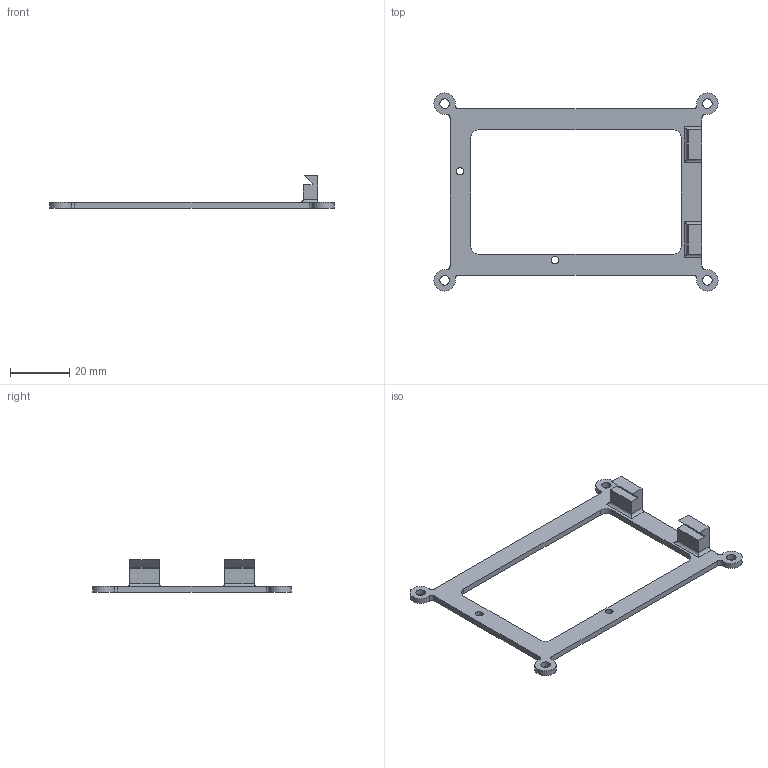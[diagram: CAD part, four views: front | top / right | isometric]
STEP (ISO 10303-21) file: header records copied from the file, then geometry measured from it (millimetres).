
FILE_DESCRIPTION(('FreeCAD Model'),'2;1');
FILE_NAME('tplink_switch_support_board.step','2020-11-12T09:12:55',( 'Author'),(''),'Open CASCADE STEP processor 7.4','FreeCAD','Unknown' );
FILE_SCHEMA(('AUTOMOTIVE_DESIGN { 1 0 10303 214 1 1 1 1 }'));
Length unit declared in the file: millimetre
Products named in the file (1): Body
Bounding box: 95.81 x 66.81 x 11 mm (x, y, z)
Volume: 4605.6 mm3; surface area: 5631.2 mm2
Topology: 1 solids, 1 shells, 54 faces, 152 edges, 100 vertices
Faces by surface type: cylinder 28, plane 26
Full cylindrical faces by diameter (mm): 2.5 x2, 3.2 x4
Entity records: 3846 total; most frequent: CARTESIAN_POINT 715, DIRECTION 602, LINE 348, VECTOR 348, ORIENTED_EDGE 304, PCURVE 304, DEFINITIONAL_REPRESENTATION 304, EDGE_CURVE 152
